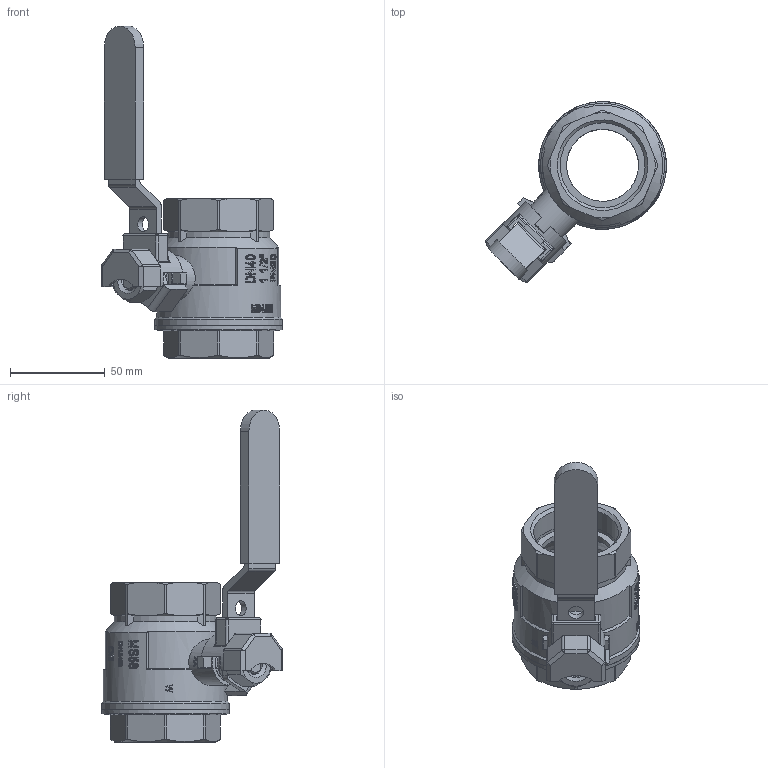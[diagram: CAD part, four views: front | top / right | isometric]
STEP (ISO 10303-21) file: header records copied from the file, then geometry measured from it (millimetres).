
FILE_DESCRIPTION(/* description */ ('Unknown','CAx-IF Rec.Pracs.---Representation and Presentation of Product Manufacturing Information (PMI)---4.0---2014-10-13','CAx-IF Rec.Pracs.---3D Tessellated Geometry---0.4---2014-09-14','2;1'),/* implementation_level */ '2;1');
FILE_NAME(/* name */ '605-08',/* time_stamp */ '2023-09-21T10:51:57+02:00',/* author */ ('Unknown'),/* organization */ ('Unknown'),/* preprocessor_version */ 'ST-DEVELOPER v18.102',/* originating_system */ 'Solid Edge',/* authorisation */ 'Unknown');
FILE_SCHEMA (('AP242_MANAGED_MODEL_BASED_3D_ENGINEERING_MIM_LF { 1 0 10303 442 1 1 4 }'));
Products named in the file (12): 605-08; Edelstahlgriff_DN32_DN40; Schlie_lasche_DN32_DN40; Edelstahlgriff Ummantelung_DN32_DN40; 600-08; 600-07_Spindel; 600-07_Stopfbuchse; 600-08_Einschraubteil; 600-08_Körper; Mutter M12
Assembly tree (11 placements, depth 4):
  605-08
    Edelstahlgriff_DN32_DN40
      Edelstahlgriff_DN32_DN40
      Schlie_lasche_DN32_DN40
      Edelstahlgriff Ummantelung_DN32_DN40
    600-08
      600-07_Spindel
        600-07_Spindel
        600-07_Stopfbuchse
      600-08_Einschraubteil
      600-08_Körper
    Mutter M12
Bounding box: 95.55 x 95.55 x 175.2 mm (x, y, z)
Volume: 110548.7 mm3; surface area: 70632.3 mm2
Topology: 8 solids, 8 shells, 1352 faces, 3758 edges, 2480 vertices
Faces by surface type: plane 1135, cylinder 145, cone 57, sphere 6, torus 5, bspline 4
Full cylindrical faces by diameter (mm): 8 x1, 10 x1, 13 x1, 14 x2, 14.1 x1, 14.5 x1, 15 x1, 16 x1, 18 x1, 18.38 x1, 18.398 x1, 20 x1, 24 x1, 38 x2, 44.845 x4, 44.865 x1, 48 x2, 59.5 x1, 61 x2, 61.5 x1, 65.5 x1, 67.5 x2
Entity records: 56148 total; most frequent: CARTESIAN_POINT 11522, DIRECTION 8355, ORIENTED_EDGE 7380, EDGE_CURVE 3690, AXIS2_PLACEMENT_3D 3410, VERTEX_POINT 2470, ELLIPSE 1596, LINE 1535
